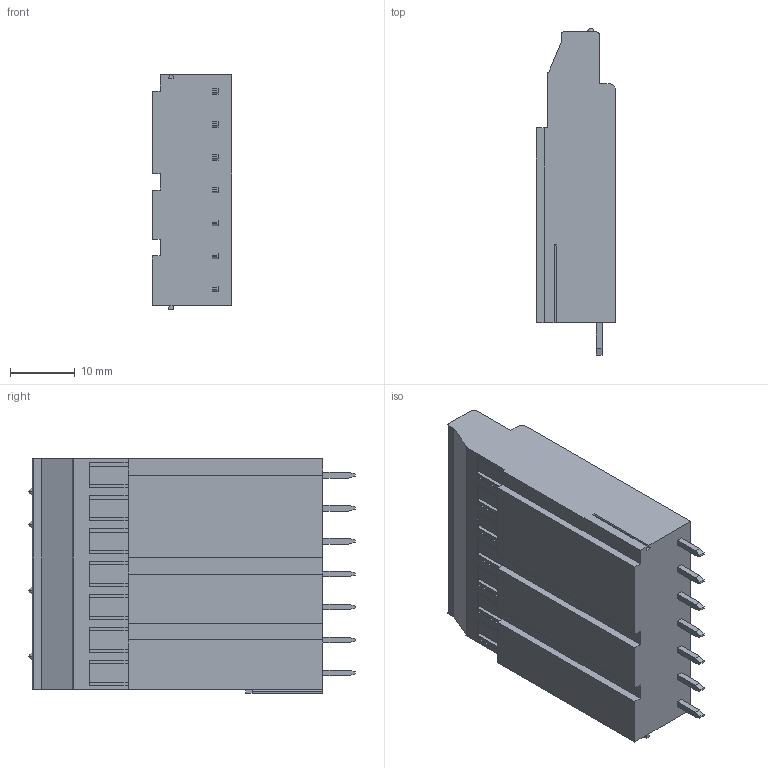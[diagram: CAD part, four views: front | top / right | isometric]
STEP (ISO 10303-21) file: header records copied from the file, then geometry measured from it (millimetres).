
FILE_DESCRIPTION((''),'2;1');
FILE_NAME('TL324VH','2024-12-25T',('yanfa'),(''),'PRO/ENGINEER BY PARAMETRIC TECHNOLOGY CORPORATION, 2009280','PRO/ENGINEER BY PARAMETRIC TECHNOLOGY CORPORATION, 2009280','');
FILE_SCHEMA(('AUTOMOTIVE_DESIGN_CC2 { 1 2 10303 214 -1 1 5 2 }'));
Length unit declared in the file: millimetre
Products named in the file (1): TL324VH
Bounding box: 12.2 x 50.3 x 36.16 mm (x, y, z)
Volume: 16962.6 mm3; surface area: 5678.6 mm2
Topology: 1 solids, 1 shells, 253 faces, 695 edges, 454 vertices
Faces by surface type: plane 195, cylinder 36, torus 14, sphere 8
Entity records: 8033 total; most frequent: CARTESIAN_POINT 1548, ORIENTED_EDGE 1374, DIRECTION 1295, EDGE_CURVE 687, VECTOR 529, LINE 529, VERTEX_POINT 454, AXIS2_PLACEMENT_3D 383
